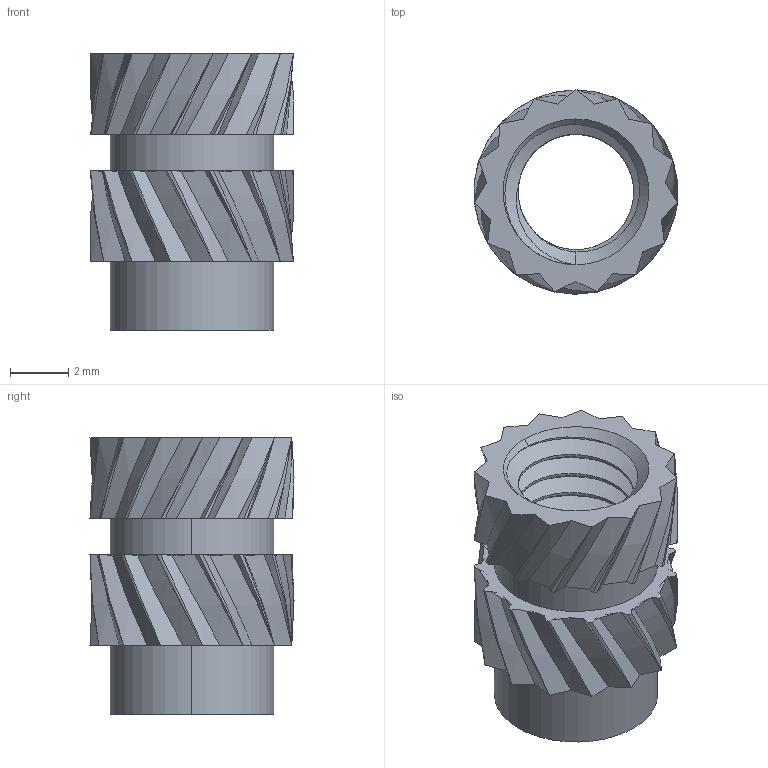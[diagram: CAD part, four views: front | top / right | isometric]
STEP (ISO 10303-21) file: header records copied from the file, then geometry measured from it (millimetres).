
FILE_DESCRIPTION (( 'STEP AP203' ), '1' );
FILE_NAME ('Insert M5 D7 L9.5mm.STEP', '2025-12-15T04:22:45', ( '' ), ( '' ), 'SwSTEP 2.0', 'SolidWorks 2023', '' );
FILE_SCHEMA (( 'CONFIG_CONTROL_DESIGN' ));
Length unit declared in the file: millimetre
Products named in the file (1): Insert M5 D7 L9.5mm
Bounding box: 6.99 x 7 x 9.5 mm (x, y, z)
Volume: 134.2 mm3; surface area: 498.8 mm2
Topology: 1 solids, 1 shells, 179 faces, 459 edges, 285 vertices
Faces by surface type: bspline 174, plane 5
Entity records: 11087 total; most frequent: CARTESIAN_POINT 8310, ORIENTED_EDGE 918, EDGE_CURVE 459, B_SPLINE_CURVE_WITH_KNOTS 361, VERTEX_POINT 285, EDGE_LOOP 184, FACE_OUTER_BOUND 179, ADVANCED_FACE 179
